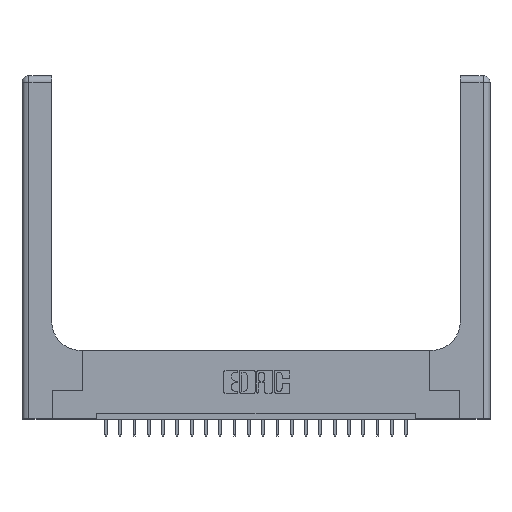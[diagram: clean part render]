
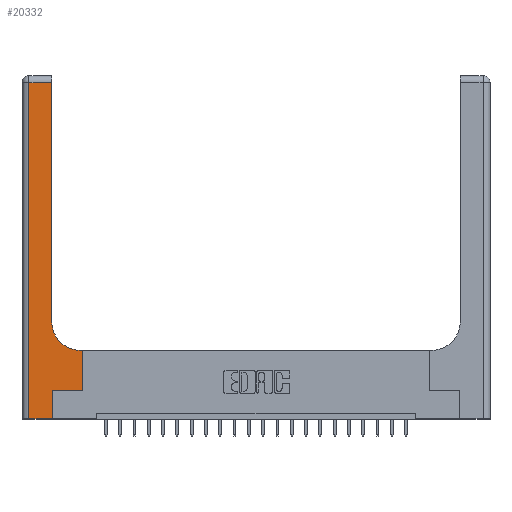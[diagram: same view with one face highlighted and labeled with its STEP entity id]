
A CAD part, top view. The second image highlights one B-rep face of the part: STEP entity #20332.
In plain terms, the highlighted planar face has unit normal (0, 0, 1).
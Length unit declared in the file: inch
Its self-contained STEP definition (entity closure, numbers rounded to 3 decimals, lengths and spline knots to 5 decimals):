
#407 = VERTEX_POINT ( 'NONE', #1384 ) ;
#503 = CARTESIAN_POINT ( 'NONE',  ( 0.265, 0.25, 0.37 ) ) ;
#573 = LINE ( 'NONE', #8255, #3157 ) ;
#907 = VERTEX_POINT ( 'NONE', #13029 ) ;
#988 = DIRECTION ( 'NONE',  ( -1., 0., 0. ) ) ;
#1200 = PLANE ( 'NONE',  #10566 ) ;
#1232 = EDGE_CURVE ( 'NONE', #12538, #10951, #2485, .T. ) ;
#1384 = CARTESIAN_POINT ( 'NONE',  ( 0.528, 0.6, 0.37 ) ) ;
#1690 = CARTESIAN_POINT ( 'NONE',  ( 0.06, 0., 0.37 ) ) ;
#2485 = LINE ( 'NONE', #20010, #4025 ) ;
#2621 = DIRECTION ( 'NONE',  ( 0., -1., 0. ) ) ;
#2768 = VECTOR ( 'NONE', #2621, 39.37008 ) ;
#2878 = ORIENTED_EDGE ( 'NONE', *, *, #16398, .T. ) ;
#3157 = VECTOR ( 'NONE', #3520, 39.37008 ) ;
#3520 = DIRECTION ( 'NONE',  ( 1., 0., 0. ) ) ;
#3760 = CIRCLE ( 'NONE', #15856, 0.25 ) ;
#3859 = VECTOR ( 'NONE', #14229, 39.37008 ) ;
#3881 = EDGE_CURVE ( 'NONE', #14075, #10913, #573, .T. ) ;
#4025 = VECTOR ( 'NONE', #5061, 39.37008 ) ;
#4053 = CARTESIAN_POINT ( 'NONE',  ( 0.26, 0.85, 0.37 ) ) ;
#5061 = DIRECTION ( 'NONE',  ( 0., 1., 0. ) ) ;
#5473 = CARTESIAN_POINT ( 'NONE',  ( 0.26, 0.6, 0.37 ) ) ;
#5944 = EDGE_CURVE ( 'NONE', #407, #11536, #13172, .T. ) ;
#6138 = VECTOR ( 'NONE', #7142, 39.37008 ) ;
#6322 = LINE ( 'NONE', #7978, #15472 ) ;
#6434 = EDGE_CURVE ( 'NONE', #19598, #14075, #13431, .T. ) ;
#6594 = DIRECTION ( 'NONE',  ( -1., 0., 0. ) ) ;
#7142 = DIRECTION ( 'NONE',  ( -1., 0., 0. ) ) ;
#7155 = CARTESIAN_POINT ( 'NONE',  ( 0.06, 2.94, 0.37 ) ) ;
#7291 = ORIENTED_EDGE ( 'NONE', *, *, #16366, .T. ) ;
#7689 = CARTESIAN_POINT ( 'NONE',  ( 0.528, 0.25, 0.37 ) ) ;
#7978 = CARTESIAN_POINT ( 'NONE',  ( 0., 2.94, 0.37 ) ) ;
#8255 = CARTESIAN_POINT ( 'NONE',  ( 0., 0., 0.37 ) ) ;
#9024 = EDGE_CURVE ( 'NONE', #10913, #21362, #9403, .T. ) ;
#9224 = DIRECTION ( 'NONE',  ( 0., 1., 0. ) ) ;
#9403 = LINE ( 'NONE', #16646, #16477 ) ;
#9976 = EDGE_LOOP ( 'NONE', ( #17678, #18891, #17689, #20522, #20877, #11915, #7291, #19846, #2878 ) ) ;
#9999 = CARTESIAN_POINT ( 'NONE',  ( 0.265, 0., 0.37 ) ) ;
#10566 = AXIS2_PLACEMENT_3D ( 'NONE', #11106, #14151, #988 ) ;
#10913 = VERTEX_POINT ( 'NONE', #9999 ) ;
#10951 = VERTEX_POINT ( 'NONE', #12622 ) ;
#11106 = CARTESIAN_POINT ( 'NONE',  ( 0., 3., 0.37 ) ) ;
#11536 = VERTEX_POINT ( 'NONE', #12584 ) ;
#11915 = ORIENTED_EDGE ( 'NONE', *, *, #13714, .T. ) ;
#12538 = VERTEX_POINT ( 'NONE', #4053 ) ;
#12584 = CARTESIAN_POINT ( 'NONE',  ( 0.51, 0.6, 0.37 ) ) ;
#12622 = CARTESIAN_POINT ( 'NONE',  ( 0.26, 2.94, 0.37 ) ) ;
#13029 = CARTESIAN_POINT ( 'NONE',  ( 0.528, 0.25, 0.37 ) ) ;
#13172 = LINE ( 'NONE', #5473, #6138 ) ;
#13431 = LINE ( 'NONE', #14256, #2768 ) ;
#13714 = EDGE_CURVE ( 'NONE', #21362, #907, #20798, .T. ) ;
#14075 = VERTEX_POINT ( 'NONE', #1690 ) ;
#14151 = DIRECTION ( 'NONE',  ( 0., 0., -1. ) ) ;
#14229 = DIRECTION ( 'NONE',  ( 1., 0., 0. ) ) ;
#14256 = CARTESIAN_POINT ( 'NONE',  ( 0.06, 3., 0.37 ) ) ;
#15472 = VECTOR ( 'NONE', #6594, 39.37008 ) ;
#15666 = FACE_OUTER_BOUND ( 'NONE', #9976, .T. ) ;
#15856 = AXIS2_PLACEMENT_3D ( 'NONE', #21376, #18186, #18115 ) ;
#15927 = CARTESIAN_POINT ( 'NONE',  ( 0.265, 0.25, 0.37 ) ) ;
#16025 = VECTOR ( 'NONE', #16095, 39.37008 ) ;
#16095 = DIRECTION ( 'NONE',  ( 0., 1., 0. ) ) ;
#16366 = EDGE_CURVE ( 'NONE', #907, #407, #17326, .T. ) ;
#16398 = EDGE_CURVE ( 'NONE', #11536, #12538, #3760, .T. ) ;
#16477 = VECTOR ( 'NONE', #9224, 39.37008 ) ;
#16646 = CARTESIAN_POINT ( 'NONE',  ( 0.265, 0., 0.37 ) ) ;
#17218 = EDGE_CURVE ( 'NONE', #10951, #19598, #6322, .T. ) ;
#17326 = LINE ( 'NONE', #7689, #16025 ) ;
#17678 = ORIENTED_EDGE ( 'NONE', *, *, #1232, .T. ) ;
#17689 = ORIENTED_EDGE ( 'NONE', *, *, #6434, .T. ) ;
#18115 = DIRECTION ( 'NONE',  ( 1., 0., 0. ) ) ;
#18186 = DIRECTION ( 'NONE',  ( 0., 0., -1. ) ) ;
#18891 = ORIENTED_EDGE ( 'NONE', *, *, #17218, .T. ) ;
#19598 = VERTEX_POINT ( 'NONE', #7155 ) ;
#19846 = ORIENTED_EDGE ( 'NONE', *, *, #5944, .T. ) ;
#20010 = CARTESIAN_POINT ( 'NONE',  ( 0.26, 3., 0.37 ) ) ;
#20332 = ADVANCED_FACE ( 'NONE', ( #15666 ), #1200, .F. ) ;
#20522 = ORIENTED_EDGE ( 'NONE', *, *, #3881, .T. ) ;
#20798 = LINE ( 'NONE', #15927, #3859 ) ;
#20877 = ORIENTED_EDGE ( 'NONE', *, *, #9024, .T. ) ;
#21362 = VERTEX_POINT ( 'NONE', #503 ) ;
#21376 = CARTESIAN_POINT ( 'NONE',  ( 0.51, 0.85, 0.37 ) ) ;
